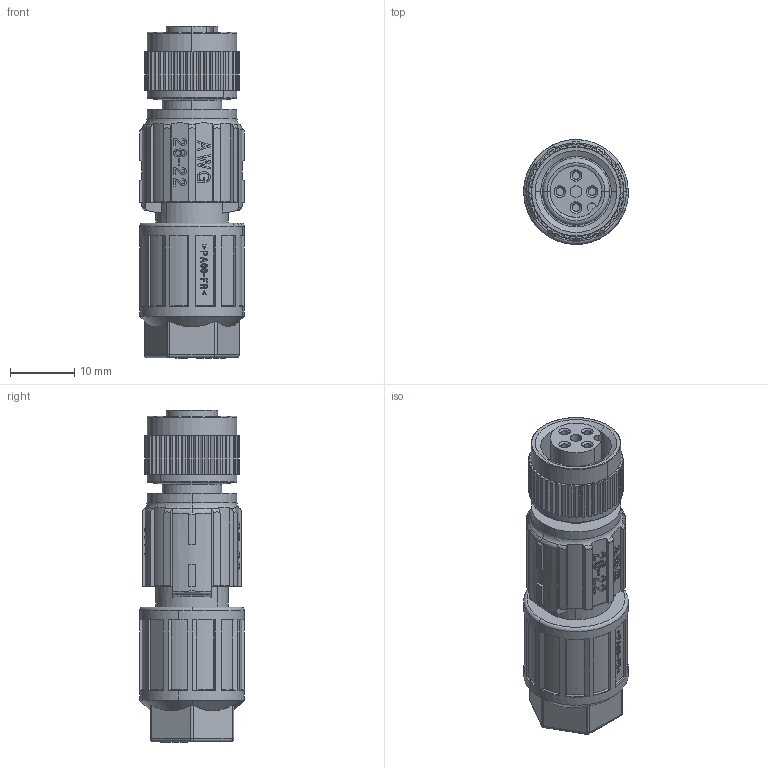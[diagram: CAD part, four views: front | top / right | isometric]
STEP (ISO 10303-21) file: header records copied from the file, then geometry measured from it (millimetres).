
FILE_DESCRIPTION(/* description */ (''),/* implementation_level */ '2;1');
FILE_NAME(/* name */ '1521588.stp',/* time_stamp */ '2012-06-22T09:21:48+02:00',/* author */ (''),/* organization */ (''),/* preprocessor_version */ 'ST-DEVELOPER v11',/* originating_system */ 'SIEMENS UGS NX 6.0',/* authorisation */ '');
FILE_SCHEMA (('AUTOMOTIVE_DESIGN { 1 0 10303 214 1 1 1 1 }'));
Products named in the file (1): binder_modell1
Bounding box: 16.3 x 16.28 x 51.7 mm (x, y, z)
Volume: 8043.1 mm3; surface area: 4094.7 mm2
Topology: 1 solids, 1 shells, 1295 faces, 3689 edges, 2449 vertices
Faces by surface type: plane 1097, cylinder 131, torus 41, cone 16, sphere 7, bspline 3
Entity records: 55249 total; most frequent: CARTESIAN_POINT 12327, ORIENTED_EDGE 7364, DIRECTION 6569, EDGE_CURVE 3682, LINE 3157, VECTOR 3157, VERTEX_POINT 2449, AXIS2_PLACEMENT_3D 1706
